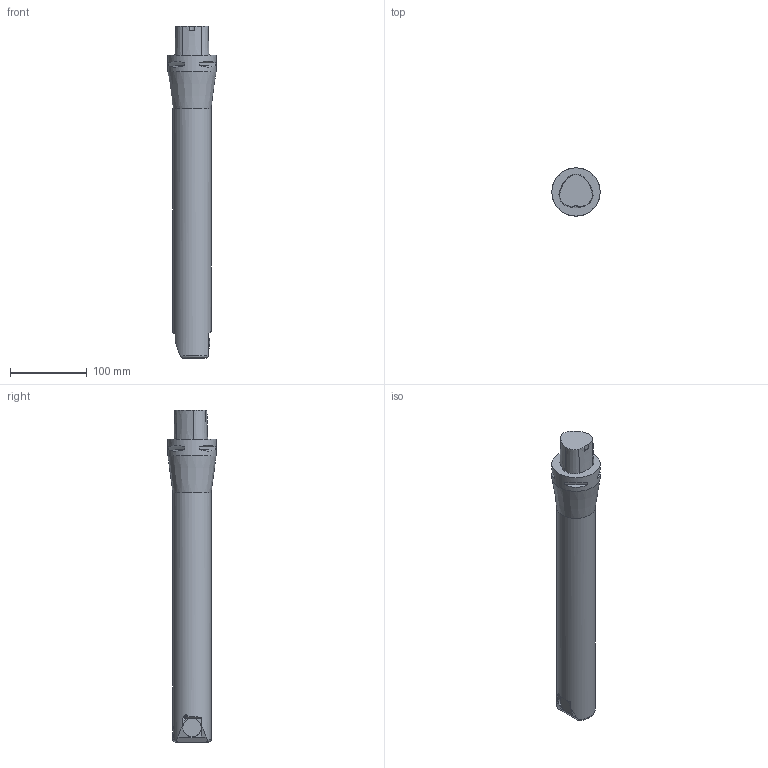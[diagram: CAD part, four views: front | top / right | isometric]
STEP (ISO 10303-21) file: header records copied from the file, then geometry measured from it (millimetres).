
FILE_DESCRIPTION(/* description */ (''),/* implementation_level */ '2;1');
FILE_NAME(/* name */ '1559124420887.stp',/* time_stamp */ '2019-05-29T12:07:05+02:00',/* author */ (''),/* organization */ ('SMS'),/* preprocessor_version */ 'ST-DEVELOPER v15',/* originating_system */ 'SIEMENS PLM Software NX 8.5',/* authorisation */ '');
FILE_SCHEMA (('AUTOMOTIVE_DESIGN { 1 0 10303 214 3 1 1 1 }'));
Length unit declared in the file: millimetre
Products named in the file (1): 202043204mod000_01
Bounding box: 63 x 63 x 434 mm (x, y, z)
Volume: 873919.6 mm3; surface area: 80112.6 mm2
Topology: 2 solids, 2 shells, 304 faces, 858 edges, 570 vertices
Faces by surface type: plane 263, cylinder 19, cone 19, torus 2, sphere 1
Full cylindrical faces by diameter (mm): 2.459 x1, 4.67 x1, 4.7 x1, 8 x1, 8.018 x1, 24 x2, 50 x1, 63 x1
Entity records: 9974 total; most frequent: CARTESIAN_POINT 2465, ORIENTED_EDGE 1644, DIRECTION 1383, EDGE_CURVE 822, VERTEX_POINT 551, LINE 509, VECTOR 509, AXIS2_PLACEMENT_3D 437
